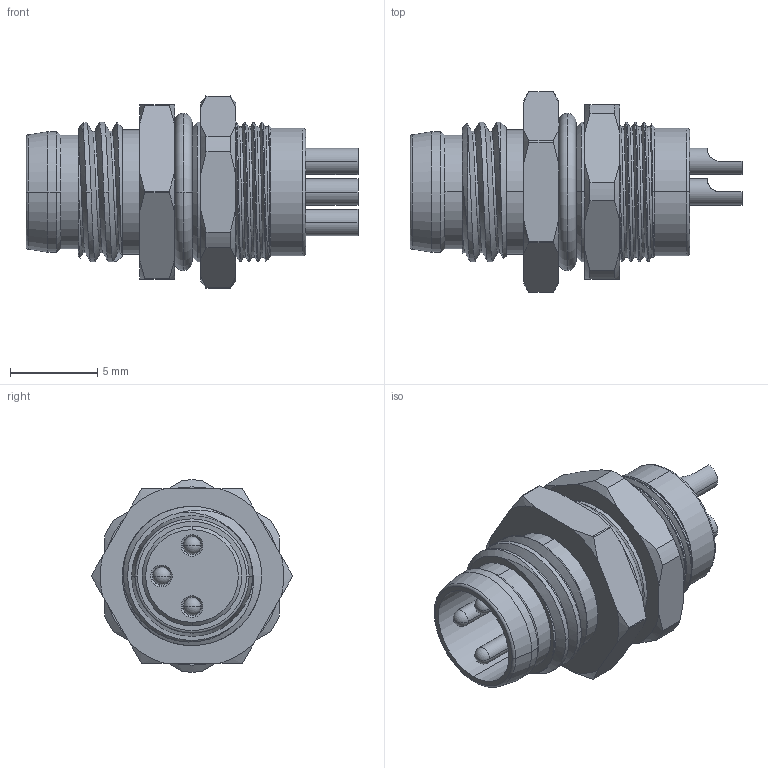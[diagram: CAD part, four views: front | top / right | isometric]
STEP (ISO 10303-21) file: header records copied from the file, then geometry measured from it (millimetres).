
FILE_DESCRIPTION((''),'2;1');
FILE_NAME('SHELL15_W3','2025-09-21T',('gongcheng16'),(''),'PRO/ENGINEER BY PARAMETRIC TECHNOLOGY CORPORATION, 2010280','PRO/ENGINEER BY PARAMETRIC TECHNOLOGY CORPORATION, 2010280','');
FILE_SCHEMA(('CONFIG_CONTROL_DESIGN'));
Length unit declared in the file: millimetre
Products named in the file (1): SHELL15_W3
Bounding box: 19 x 11.5 x 10.99 mm (x, y, z)
Volume: 327.7 mm3; surface area: 1913.7 mm2
Topology: 1 solids, 8 shells, 308 faces, 732 edges, 453 vertices
Faces by surface type: cylinder 133, cone 76, plane 63, bspline 18, torus 12, sphere 6
Entity records: 13508 total; most frequent: CARTESIAN_POINT 6467, DIRECTION 1473, ORIENTED_EDGE 1440, EDGE_CURVE 720, AXIS2_PLACEMENT_3D 602, VERTEX_POINT 453, EDGE_LOOP 345, CIRCLE 311
